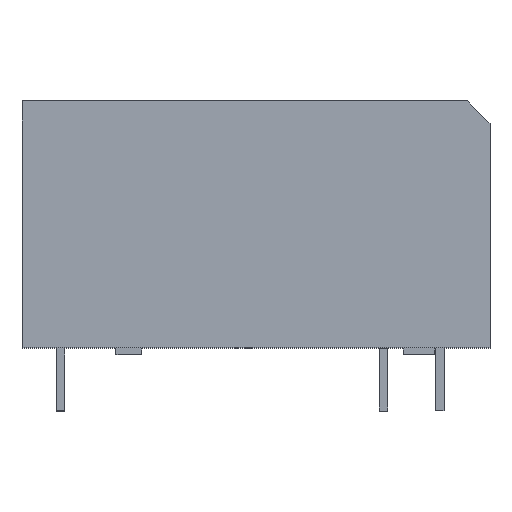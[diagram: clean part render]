
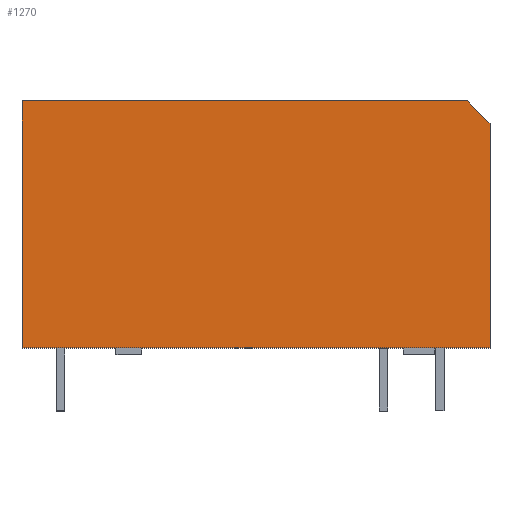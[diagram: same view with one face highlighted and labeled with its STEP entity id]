
A CAD part, top view. The second image highlights one B-rep face of the part: STEP entity #1270.
In plain terms, the highlighted planar face has unit normal (0, 0, 1).
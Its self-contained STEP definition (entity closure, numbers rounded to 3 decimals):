
#56 = LINE ( 'NONE', #57, #58 ) ;
#57 = CARTESIAN_POINT ( 'NONE',  ( 26.6, 15.7, 2.6 ) ) ;
#58 = VECTOR ( 'NONE', #59, 1000. ) ;
#59 = DIRECTION ( 'NONE',  ( 0., -1., 0. ) ) ;
#61 = CARTESIAN_POINT ( 'NONE',  ( 26.6, 14.3, 2.6 ) ) ;
#226 = EDGE_CURVE ( 'NONE', #1328, #1232, #285, .T. ) ;
#285 = LINE ( 'NONE', #286, #287 ) ;
#286 = CARTESIAN_POINT ( 'NONE',  ( -2.4, 15.7, 2.6 ) ) ;
#287 = VECTOR ( 'NONE', #288, 1000. ) ;
#288 = DIRECTION ( 'NONE',  ( 0., -1., 0. ) ) ;
#320 = LINE ( 'NONE', #321, #322 ) ;
#321 = CARTESIAN_POINT ( 'NONE',  ( -2.4, 0.4, 2.6 ) ) ;
#322 = VECTOR ( 'NONE', #323, 1000. ) ;
#323 = DIRECTION ( 'NONE',  ( 1., 0., 0. ) ) ;
#340 = CARTESIAN_POINT ( 'NONE',  ( 26.6, 0.4, 2.6 ) ) ;
#480 = LINE ( 'NONE', #481, #482 ) ;
#481 = CARTESIAN_POINT ( 'NONE',  ( 25.2, 15.7, 2.6 ) ) ;
#482 = VECTOR ( 'NONE', #483, 1000. ) ;
#483 = DIRECTION ( 'NONE',  ( -0.707, 0.707, 0. ) ) ;
#503 = CARTESIAN_POINT ( 'NONE',  ( -2.4, 0.4, 2.6 ) ) ;
#672 = FACE_OUTER_BOUND ( 'NONE', #1207, .T. ) ;
#673 = PLANE ( 'NONE',  #674 ) ;
#674 = AXIS2_PLACEMENT_3D ( 'NONE', #675, #676, #677 ) ;
#675 = CARTESIAN_POINT ( 'NONE',  ( -2.4, 15.7, 2.6 ) ) ;
#676 = DIRECTION ( 'NONE',  ( 0., 0., -1. ) ) ;
#677 = DIRECTION ( 'NONE',  ( -1., 0., 0. ) ) ;
#706 = CARTESIAN_POINT ( 'NONE',  ( 25.2, 15.7, 2.6 ) ) ;
#850 = LINE ( 'NONE', #854, #855 ) ;
#851 = VERTEX_POINT ( 'NONE', #706 ) ;
#854 = CARTESIAN_POINT ( 'NONE',  ( -2.4, 15.7, 2.6 ) ) ;
#855 = VECTOR ( 'NONE', #856, 1000. ) ;
#856 = DIRECTION ( 'NONE',  ( 1., 0., 0. ) ) ;
#933 = CARTESIAN_POINT ( 'NONE',  ( -2.4, 15.7, 2.6 ) ) ;
#1065 = EDGE_CURVE ( 'NONE', #1328, #851, #850, .T. ) ;
#1095 = VERTEX_POINT ( 'NONE', #340 ) ;
#1202 = EDGE_CURVE ( 'NONE', #1232, #1095, #320, .T. ) ;
#1207 = EDGE_LOOP ( 'NONE', ( #1358, #1300, #1370, #1294, #1241 ) ) ;
#1227 = EDGE_CURVE ( 'NONE', #1397, #851, #480, .T. ) ;
#1232 = VERTEX_POINT ( 'NONE', #503 ) ;
#1241 = ORIENTED_EDGE ( 'NONE', *, *, #1202, .T. ) ;
#1270 = ADVANCED_FACE ( 'NONE', ( #672 ), #673, .F. ) ;
#1294 = ORIENTED_EDGE ( 'NONE', *, *, #226, .T. ) ;
#1300 = ORIENTED_EDGE ( 'NONE', *, *, #1227, .T. ) ;
#1328 = VERTEX_POINT ( 'NONE', #933 ) ;
#1358 = ORIENTED_EDGE ( 'NONE', *, *, #1395, .F. ) ;
#1370 = ORIENTED_EDGE ( 'NONE', *, *, #1065, .F. ) ;
#1395 = EDGE_CURVE ( 'NONE', #1397, #1095, #56, .T. ) ;
#1397 = VERTEX_POINT ( 'NONE', #61 ) ;
